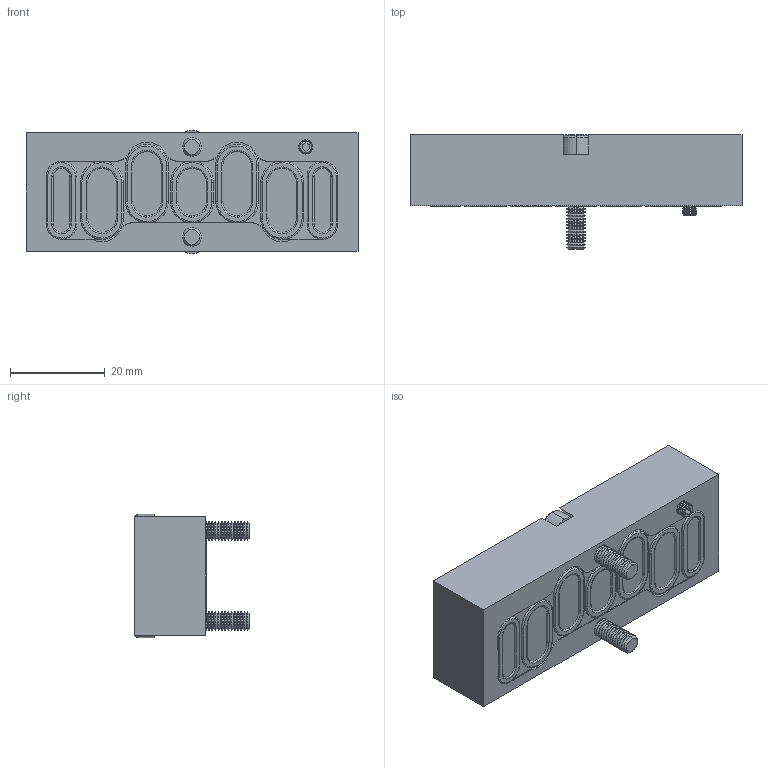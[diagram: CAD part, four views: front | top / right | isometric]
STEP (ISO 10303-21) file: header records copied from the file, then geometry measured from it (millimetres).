
FILE_DESCRIPTION (( 'STEP AP214' ), '1' );
FILE_NAME ('05_064_2.STEP', '2016-02-23T15:19:34', ( '' ), ( '' ), 'SwSTEP 2.0', 'SolidWorks 2016', '' );
FILE_SCHEMA (( 'AUTOMOTIVE_DESIGN' ));
Length unit declared in the file: millimetre
Products named in the file (1): 05_064_2
Bounding box: 70 x 24.2 x 26 mm (x, y, z)
Volume: 26818.9 mm3; surface area: 10503.6 mm2
Topology: 17 solids, 17 shells, 650 faces, 1409 edges, 804 vertices
Faces by surface type: cone 226, cylinder 224, plane 129, bspline 71
Entity records: 19166 total; most frequent: CARTESIAN_POINT 4938, DIRECTION 3134, ORIENTED_EDGE 2810, EDGE_CURVE 1405, AXIS2_PLACEMENT_3D 1224, VERTEX_POINT 804, LINE 686, VECTOR 686
